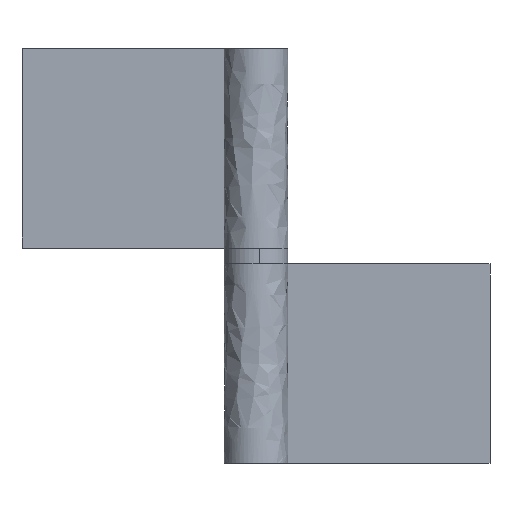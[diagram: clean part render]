
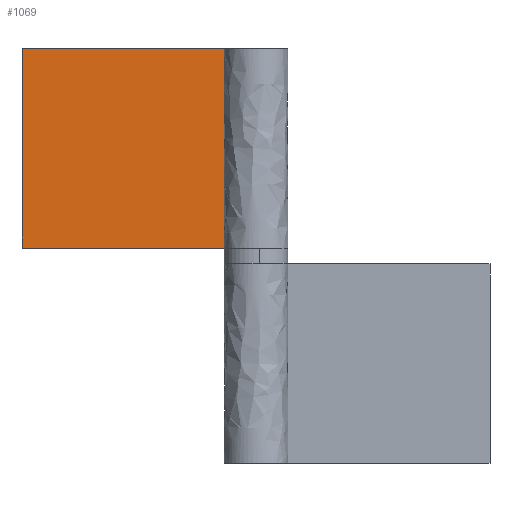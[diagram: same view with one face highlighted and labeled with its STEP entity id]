
A CAD part, front view. The second image highlights one B-rep face of the part: STEP entity #1069.
In plain terms, the highlighted free-form (B-spline) face has degree [1, 1] with [2, 2] control points.
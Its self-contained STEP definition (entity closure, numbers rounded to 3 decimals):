
#796=CARTESIAN_POINT('',(0.,3.,75.0));
#797=VERTEX_POINT('',#796);
#798=CARTESIAN_POINT('',(-5.196,3.,75.0));
#799=VERTEX_POINT('',#798);
#800=CARTESIAN_POINT('',(0.,3.,75.0));
#801=CARTESIAN_POINT('',(-5.196,3.,75.0));
#802=QUASI_UNIFORM_CURVE('',1,(#800,#801),.UNSPECIFIED.,.F.,.U.);
#803=EDGE_CURVE('',#797,#799,#802,.T.);
#854=CARTESIAN_POINT('',(-44.0,3.,78.0));
#855=VERTEX_POINT('',#854);
#856=CARTESIAN_POINT('',(-5.196,3.,78.0));
#857=VERTEX_POINT('',#856);
#858=CARTESIAN_POINT('',(-44.0,3.,78.0));
#859=CARTESIAN_POINT('',(-5.196,3.,78.0));
#860=QUASI_UNIFORM_CURVE('',1,(#858,#859),.UNSPECIFIED.,.F.,.U.);
#861=EDGE_CURVE('',#855,#857,#860,.T.);
#904=CARTESIAN_POINT('',(-44.0,3.,40.5));
#905=VERTEX_POINT('',#904);
#906=CARTESIAN_POINT('',(0.,3.,40.5));
#907=VERTEX_POINT('',#906);
#908=CARTESIAN_POINT('',(-44.0,3.,40.5));
#909=CARTESIAN_POINT('',(0.,3.,40.5));
#910=QUASI_UNIFORM_CURVE('',1,(#908,#909),.UNSPECIFIED.,.F.,.U.);
#911=EDGE_CURVE('',#905,#907,#910,.T.);
#989=CARTESIAN_POINT('',(-44.0,3.,40.5));
#990=CARTESIAN_POINT('',(-44.0,3.,78.0));
#991=QUASI_UNIFORM_CURVE('',1,(#989,#990),.UNSPECIFIED.,.F.,.U.);
#992=EDGE_CURVE('',#905,#855,#991,.T.);
#1036=CARTESIAN_POINT('',(-5.196,3.,78.0));
#1037=CARTESIAN_POINT('',(-5.196,3.,75.0));
#1038=QUASI_UNIFORM_CURVE('',1,(#1036,#1037),.UNSPECIFIED.,.F.,.U.);
#1039=EDGE_CURVE('',#857,#799,#1038,.T.);
#1052=CARTESIAN_POINT('',(-46.198,3.,79.873));
#1053=CARTESIAN_POINT('',(-46.198,3.,38.627));
#1054=CARTESIAN_POINT('',(2.198,3.,79.873));
#1055=CARTESIAN_POINT('',(2.198,3.,38.627));
#1056=B_SPLINE_SURFACE_WITH_KNOTS('',1,1,((#1052,#1054),(#1053,#1055)),.UNSPECIFIED.,.F.,.F.,.U.,(2,2),(2,2),(0.0,41.246),(0.0,48.396),.UNSPECIFIED.);
#1057=ORIENTED_EDGE('',*,*,#1039,.F.);
#1058=ORIENTED_EDGE('',*,*,#861,.F.);
#1059=ORIENTED_EDGE('',*,*,#992,.F.);
#1060=ORIENTED_EDGE('',*,*,#911,.T.);
#1061=CARTESIAN_POINT('',(0.,3.,40.5));
#1062=CARTESIAN_POINT('',(0.,3.,75.0));
#1063=QUASI_UNIFORM_CURVE('',1,(#1061,#1062),.UNSPECIFIED.,.F.,.U.);
#1064=EDGE_CURVE('',#907,#797,#1063,.T.);
#1065=ORIENTED_EDGE('',*,*,#1064,.T.);
#1066=ORIENTED_EDGE('',*,*,#803,.T.);
#1067=EDGE_LOOP('',(#1057,#1058,#1059,#1060,#1065,#1066));
#1068=FACE_OUTER_BOUND('',#1067,.T.);
#1069=ADVANCED_FACE('',(#1068),#1056,.T.);
